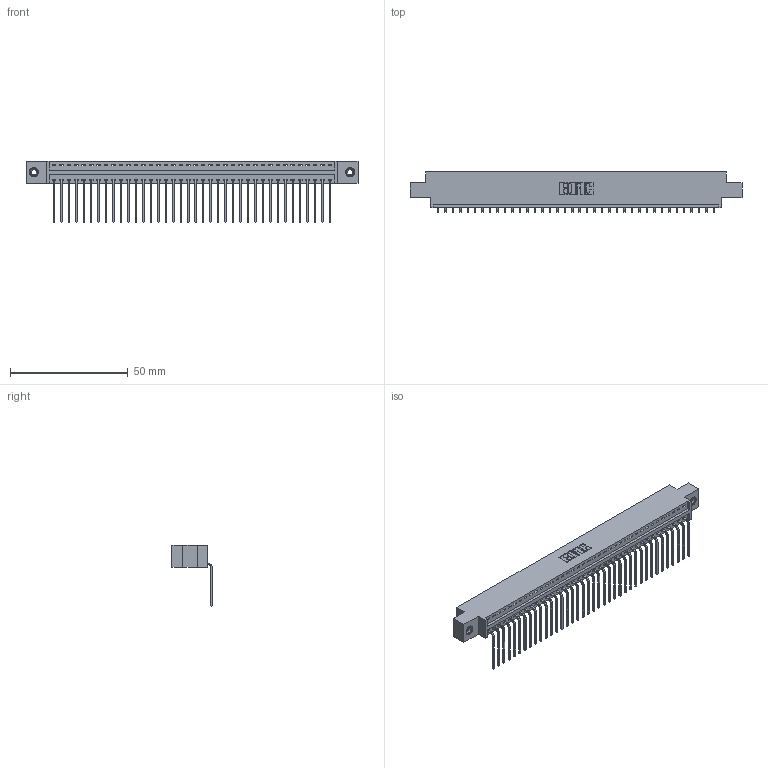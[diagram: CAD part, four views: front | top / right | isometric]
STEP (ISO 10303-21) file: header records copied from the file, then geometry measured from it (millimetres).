
FILE_DESCRIPTION (( 'STEP AP203' ), '1' );
FILE_NAME ('396-038-559-608.STEP', '2019-10-31T22:35:42', ( '' ), ( '' ), 'SwSTEP 2.0', 'SolidWorks 2016', '' );
FILE_SCHEMA (( 'CONFIG_CONTROL_DESIGN' ));
Length unit declared in the file: inch
Products named in the file (4): 346 Part_0.170 Offset - 0.156 Dia-TI; 345-292-001_558 559 Tail - 1; 345-250-001_345-250-003-102; 396-038-559-608
Assembly tree (41 placements, depth 2):
  396-038-559-608
    346 Part_0.170 Offset - 0.156 Dia-TI
    345-292-001_558 559 Tail - 1  x38
    345-250-001_345-250-003-102  x2
Bounding box: 141.22 x 17.08 x 26.16 mm (x, y, z)
Volume: 13456.2 mm3; surface area: 17712.8 mm2
Topology: 41 solids, 41 shells, 2466 faces, 7393 edges, 4870 vertices
Faces by surface type: plane 1708, cylinder 742, cone 12, torus 4
Entity records: 25524 total; most frequent: CARTESIAN_POINT 4361, ORIENTED_EDGE 4326, DIRECTION 3877, EDGE_CURVE 2163, LINE 1859, VECTOR 1859, VERTEX_POINT 1436, AXIS2_PLACEMENT_3D 1009
